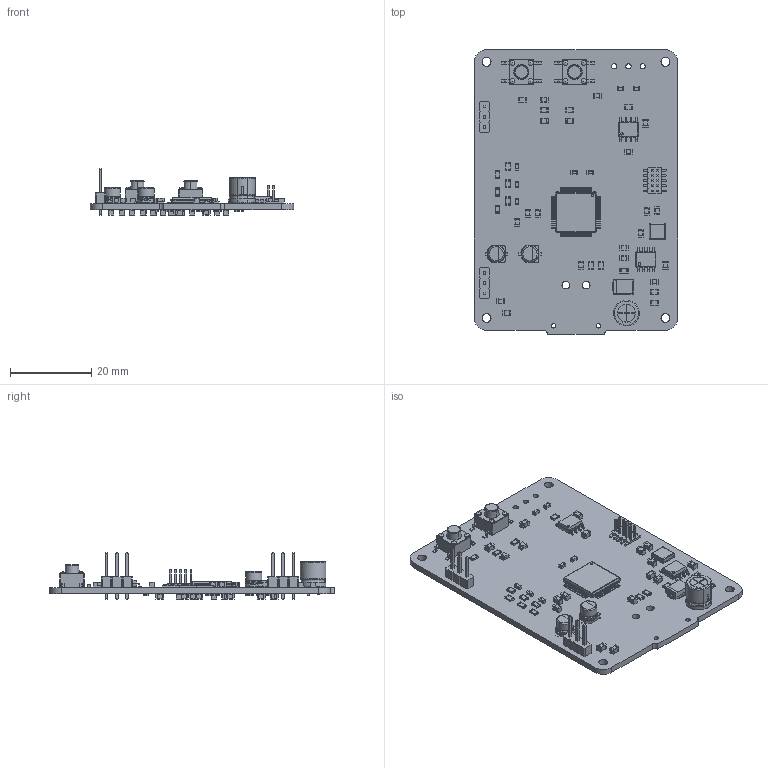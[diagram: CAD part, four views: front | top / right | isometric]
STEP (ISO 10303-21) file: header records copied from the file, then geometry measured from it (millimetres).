
FILE_DESCRIPTION(('KiCad electronic assembly'),'2;1');
FILE_NAME('FOC_Controller.step','2025-04-13T17:30:53',('Pcbnew'),( 'Kicad'),'Open CASCADE STEP processor 7.8','KiCad to STEP converter' ,'Unknown');
FILE_SCHEMA(('AUTOMOTIVE_DESIGN { 1 0 10303 214 1 1 1 1 }'));
Length unit declared in the file: millimetre
Products named in the file (16): FOC_Controller 1; C_0805_2012Metric; SOIC-8_3.9x4.9mm_P1.27mm; R_0805_2012Metric; CP_Elec_4x3.9; C_0603_1608Metric; LQFP-64_10x10mm_P0.5mm; D_SMB; TS04-66-55-BK-100-SMT-TR; L_0805_2012Metric; CP_Radial_D6.3mm_P2.50mm; LED_0805_2012Metric; PinHeader_2x05_P1.27mm_Vertical_SMD; PinHeader_1x03_P2.54mm_Vertical; L_APV_ANR4012; FOC_Controller_PCB
Assembly tree (85 placements, depth 2):
  FOC_Controller 1
    C_0805_2012Metric  x34
    SOIC-8_3.9x4.9mm_P1.27mm  x2
    R_0805_2012Metric  x27
    CP_Elec_4x3.9  x2
    C_0603_1608Metric  x7
    LQFP-64_10x10mm_P0.5mm
    D_SMB
    TS04-66-55-BK-100-SMT-TR  x2
    L_0805_2012Metric
    CP_Radial_D6.3mm_P2.50mm
    LED_0805_2012Metric  x2
    PinHeader_2x05_P1.27mm_Vertical_SMD
    PinHeader_1x03_P2.54mm_Vertical  x2
    L_APV_ANR4012
    FOC_Controller_PCB
Bounding box: 50 x 70 x 11.54 mm (x, y, z)
Volume: 6280.7 mm3; surface area: 10087.6 mm2
Topology: 97 solids, 98 shells, 4132 faces, 10729 edges, 6914 vertices
Faces by surface type: plane 2679, cylinder 1239, bspline 178, torus 14, sphere 12, revolution 6, cone 4
Full cylindrical faces by diameter (mm): 0.5 x3, 0.6 x2, 0.8 x2, 1 x6, 1.1 x2, 1.3 x3, 1.9 x2, 2.2 x4, 4 x4
Entity records: 74596 total; most frequent: CARTESIAN_POINT 13927, ORIENTED_EDGE 10068, DIRECTION 9596, EDGE_CURVE 5034, LINE 3935, VECTOR 3935, VERTEX_POINT 3191, AXIS2_PLACEMENT_3D 2828
